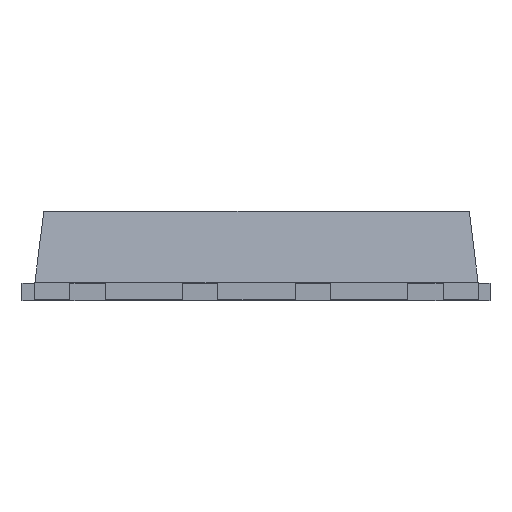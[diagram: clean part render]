
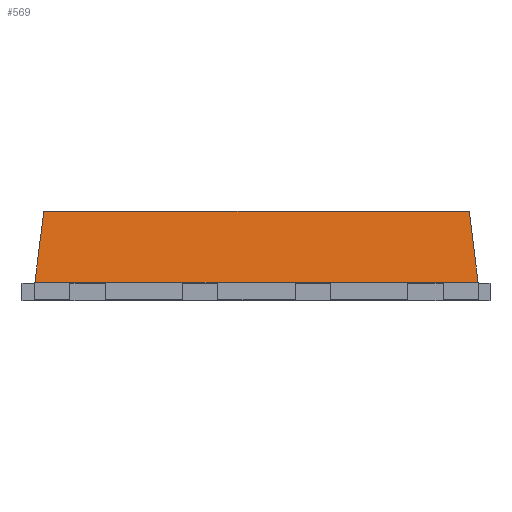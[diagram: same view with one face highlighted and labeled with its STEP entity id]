
A CAD part, front view. The second image highlights one B-rep face of the part: STEP entity #569.
In plain terms, the highlighted planar face has unit normal (0, -0.992, 0.124).
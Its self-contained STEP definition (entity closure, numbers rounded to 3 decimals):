
#352 = EDGE_CURVE ( 'NONE', #16882, #10576, #16158, .T. ) ;
#528 = CARTESIAN_POINT ( 'NONE',  ( -2.5, -3., 0.21 ) ) ;
#569 = ADVANCED_FACE ( 'NONE', ( #4719 ), #10139, .F. ) ;
#768 = LINE ( 'NONE', #6211, #3784 ) ;
#1649 = CARTESIAN_POINT ( 'NONE',  ( -2.5, -3., 0.21 ) ) ;
#2272 = EDGE_LOOP ( 'NONE', ( #4330, #3897, #16603, #9605 ) ) ;
#3632 = DIRECTION ( 'NONE',  ( 1., 0., 0. ) ) ;
#3784 = VECTOR ( 'NONE', #11642, 1000. ) ;
#3897 = ORIENTED_EDGE ( 'NONE', *, *, #15172, .F. ) ;
#4330 = ORIENTED_EDGE ( 'NONE', *, *, #9570, .T. ) ;
#4544 = LINE ( 'NONE', #528, #11614 ) ;
#4554 = CARTESIAN_POINT ( 'NONE',  ( 2.4, -2.9, 1.01 ) ) ;
#4719 = FACE_OUTER_BOUND ( 'NONE', #2272, .T. ) ;
#5091 = CARTESIAN_POINT ( 'NONE',  ( 0., -2.9, 1.01 ) ) ;
#5105 = CARTESIAN_POINT ( 'NONE',  ( -2.356, -2.856, 1.362 ) ) ;
#6211 = CARTESIAN_POINT ( 'NONE',  ( 2.356, -2.856, 1.362 ) ) ;
#8159 = AXIS2_PLACEMENT_3D ( 'NONE', #9253, #11926, #3632 ) ;
#8967 = VERTEX_POINT ( 'NONE', #12483 ) ;
#9166 = VECTOR ( 'NONE', #17451, 1000. ) ;
#9253 = CARTESIAN_POINT ( 'NONE',  ( 0., -2.9, 1.01 ) ) ;
#9570 = EDGE_CURVE ( 'NONE', #16882, #12406, #16091, .T. ) ;
#9605 = ORIENTED_EDGE ( 'NONE', *, *, #352, .F. ) ;
#9763 = CARTESIAN_POINT ( 'NONE',  ( -2.4, -2.9, 1.01 ) ) ;
#10139 = PLANE ( 'NONE',  #8159 ) ;
#10576 = VERTEX_POINT ( 'NONE', #4554 ) ;
#11614 = VECTOR ( 'NONE', #15250, 1000. ) ;
#11642 = DIRECTION ( 'NONE',  ( -0.123, 0.123, 0.985 ) ) ;
#11926 = DIRECTION ( 'NONE',  ( 0., 0.992, -0.124 ) ) ;
#12406 = VERTEX_POINT ( 'NONE', #1649 ) ;
#12483 = CARTESIAN_POINT ( 'NONE',  ( 2.5, -3., 0.21 ) ) ;
#14722 = EDGE_CURVE ( 'NONE', #8967, #10576, #768, .T. ) ;
#15172 = EDGE_CURVE ( 'NONE', #8967, #12406, #4544, .T. ) ;
#15250 = DIRECTION ( 'NONE',  ( -1., 0., 0. ) ) ;
#15595 = VECTOR ( 'NONE', #16251, 1000. ) ;
#16091 = LINE ( 'NONE', #5105, #9166 ) ;
#16158 = LINE ( 'NONE', #5091, #15595 ) ;
#16251 = DIRECTION ( 'NONE',  ( 1., 0., 0. ) ) ;
#16603 = ORIENTED_EDGE ( 'NONE', *, *, #14722, .T. ) ;
#16882 = VERTEX_POINT ( 'NONE', #9763 ) ;
#17451 = DIRECTION ( 'NONE',  ( -0.123, -0.123, -0.985 ) ) ;
